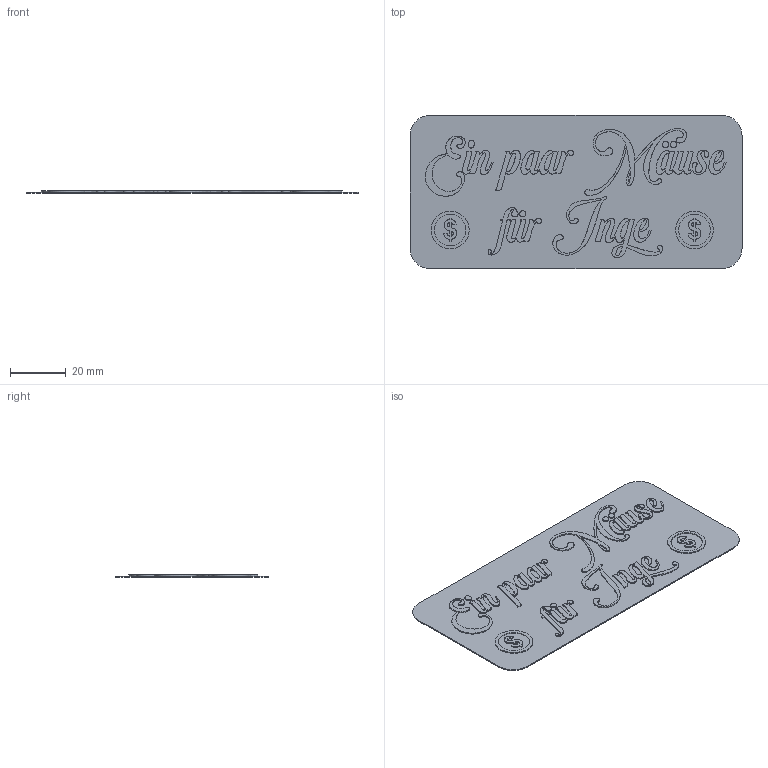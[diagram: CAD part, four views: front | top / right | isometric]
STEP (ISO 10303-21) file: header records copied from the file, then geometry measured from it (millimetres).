
FILE_DESCRIPTION(/* description */ (''),/* implementation_level */ '2;1');
FILE_NAME(/* name */ 'Geburtstagsschild v10.stp',/* time_stamp */ '2022-09-22T11:55:38+02:00',/* author */ (''),/* organization */ (''),/* preprocessor_version */ 'ST-DEVELOPER v19',/* originating_system */ 'Autodesk Translation Framework v11.7.0.108',/* authorisation */ '');
FILE_SCHEMA (('AUTOMOTIVE_DESIGN { 1 0 10303 214 3 1 1 }'));
Length unit declared in the file: millimetre
Products named in the file (1): Geburtstagsschild
Bounding box: 119.59 x 55.39 x 0.8 mm (x, y, z)
Volume: 2999.1 mm3; surface area: 13869.7 mm2
Topology: 1 solids, 1 shells, 458 faces, 1266 edges, 844 vertices
Faces by surface type: bspline 349, plane 105, cylinder 4
Entity records: 15378 total; most frequent: CARTESIAN_POINT 7106, ORIENTED_EDGE 2532, EDGE_CURVE 1266, VERTEX_POINT 844, DIRECTION 796, LINE 560, VECTOR 560, EDGE_LOOP 492
